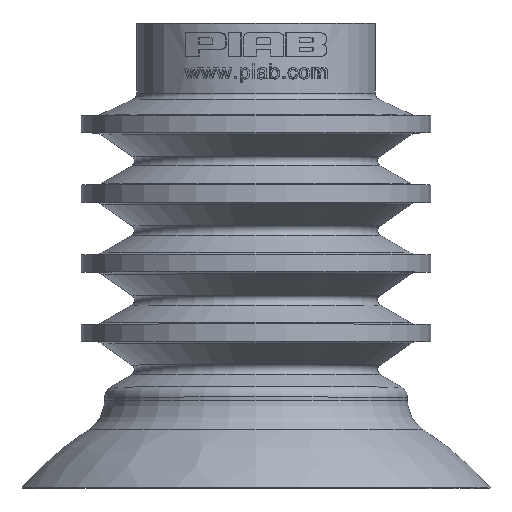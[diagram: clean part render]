
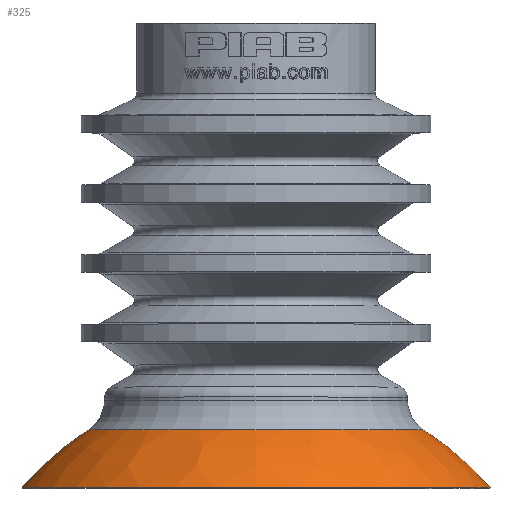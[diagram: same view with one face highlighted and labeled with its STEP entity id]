
A CAD part, top view. The second image highlights one B-rep face of the part: STEP entity #325.
In plain terms, the highlighted free-form (B-spline) face has degree [3, 3] with [4, 7] control points.
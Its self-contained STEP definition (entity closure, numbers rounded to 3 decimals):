
#325 = ADVANCED_FACE( '', ( #1162, #1163 ), #1164, .T. );
#1162 = FACE_OUTER_BOUND( '', #3848, .T. );
#1163 = FACE_OUTER_BOUND( '', #3849, .T. );
#1164 = ( B_SPLINE_SURFACE( 3, 3, ( ( #3851, #3852, #3853, #3854, #3855, #3856, #3857 ), ( #3858, #3859, #3860, #3861, #3862, #3863, #3864 ), ( #3865, #3866, #3867, #3868, #3869, #3870, #3871 ), ( #3872, #3873, #3874, #3875, #3876, #3877, #3878 ) ), .UNSPECIFIED., .F., .T., .F. )B_SPLINE_SURFACE_WITH_KNOTS( ( 4, 4 ), ( 4, 3, 4 ), ( 0., 6.283 ), ( -1.005, -0.854, -0.703 ), .UNSPECIFIED. )RATIONAL_B_SPLINE_SURFACE( ( ( 1., 0.333, 0.333, 1., 0.333, 0.333, 1. ), ( 0.992, 0.331, 0.331, 0.992, 0.331, 0.331, 0.992 ), ( 0.992, 0.331, 0.331, 0.992, 0.331, 0.331, 0.992 ), ( 1., 0.333, 0.333, 1., 0.333, 0.333, 1. ) ) )BOUNDED_SURFACE(  )REPRESENTATION_ITEM( '' )GEOMETRIC_REPRESENTATION_ITEM(  )SURFACE(  ) );
#3848 = EDGE_LOOP( '', ( #14430 ) );
#3849 = EDGE_LOOP( '', ( #14431 ) );
#3851 = CARTESIAN_POINT( '', ( 0., 16.164, -20.072 ) );
#3852 = CARTESIAN_POINT( '', ( 40.144, 16.164, -20.072 ) );
#3853 = CARTESIAN_POINT( '', ( 40.144, 16.164, 20.072 ) );
#3854 = CARTESIAN_POINT( '', ( 0., 16.164, 20.072 ) );
#3855 = CARTESIAN_POINT( '', ( -40.144, 16.164, 20.072 ) );
#3856 = CARTESIAN_POINT( '', ( -40.144, 16.164, -20.072 ) );
#3857 = CARTESIAN_POINT( '', ( 0., 16.164, -20.072 ) );
#3858 = CARTESIAN_POINT( '', ( 0., 18.093, -18.436 ) );
#3859 = CARTESIAN_POINT( '', ( 36.873, 18.093, -18.436 ) );
#3860 = CARTESIAN_POINT( '', ( 36.873, 18.093, 18.436 ) );
#3861 = CARTESIAN_POINT( '', ( 0., 18.093, 18.436 ) );
#3862 = CARTESIAN_POINT( '', ( -36.873, 18.093, 18.436 ) );
#3863 = CARTESIAN_POINT( '', ( -36.873, 18.093, -18.436 ) );
#3864 = CARTESIAN_POINT( '', ( 0., 18.093, -18.436 ) );
#3865 = CARTESIAN_POINT( '', ( 0., 19.755, -16.529 ) );
#3866 = CARTESIAN_POINT( '', ( 33.058, 19.755, -16.529 ) );
#3867 = CARTESIAN_POINT( '', ( 33.058, 19.755, 16.529 ) );
#3868 = CARTESIAN_POINT( '', ( 0., 19.755, 16.529 ) );
#3869 = CARTESIAN_POINT( '', ( -33.058, 19.755, 16.529 ) );
#3870 = CARTESIAN_POINT( '', ( -33.058, 19.755, -16.529 ) );
#3871 = CARTESIAN_POINT( '', ( 0., 19.755, -16.529 ) );
#3872 = CARTESIAN_POINT( '', ( 0., 21.11, -14.393 ) );
#3873 = CARTESIAN_POINT( '', ( 28.786, 21.11, -14.393 ) );
#3874 = CARTESIAN_POINT( '', ( 28.786, 21.11, 14.393 ) );
#3875 = CARTESIAN_POINT( '', ( 0., 21.11, 14.393 ) );
#3876 = CARTESIAN_POINT( '', ( -28.786, 21.11, 14.393 ) );
#3877 = CARTESIAN_POINT( '', ( -28.786, 21.11, -14.393 ) );
#3878 = CARTESIAN_POINT( '', ( 0., 21.11, -14.393 ) );
#14430 = ORIENTED_EDGE( '', *, *, #16705, .T. );
#14431 = ORIENTED_EDGE( '', *, *, #16706, .F. );
#16705 = EDGE_CURVE( '', #18360, #18360, #18361, .T. );
#16706 = EDGE_CURVE( '', #18362, #18362, #18363, .T. );
#18360 = VERTEX_POINT( '', #23642 );
#18361 = CIRCLE( '', #23643, 14.393 );
#18362 = VERTEX_POINT( '', #23644 );
#18363 = CIRCLE( '', #23645, 20.072 );
#23642 = CARTESIAN_POINT( '', ( 0., 21.11, -14.393 ) );
#23643 = AXIS2_PLACEMENT_3D( '', #28028, #28029, #28030 );
#23644 = CARTESIAN_POINT( '', ( 0., 16.164, -20.072 ) );
#23645 = AXIS2_PLACEMENT_3D( '', #28031, #28032, #28033 );
#28028 = CARTESIAN_POINT( '', ( 0., 21.11, 0. ) );
#28029 = DIRECTION( '', ( 0., -1., 0. ) );
#28030 = DIRECTION( '', ( 0., 0., -1. ) );
#28031 = CARTESIAN_POINT( '', ( 0., 16.164, 0. ) );
#28032 = DIRECTION( '', ( 0., -1., 0. ) );
#28033 = DIRECTION( '', ( 0., 0., -1. ) );
